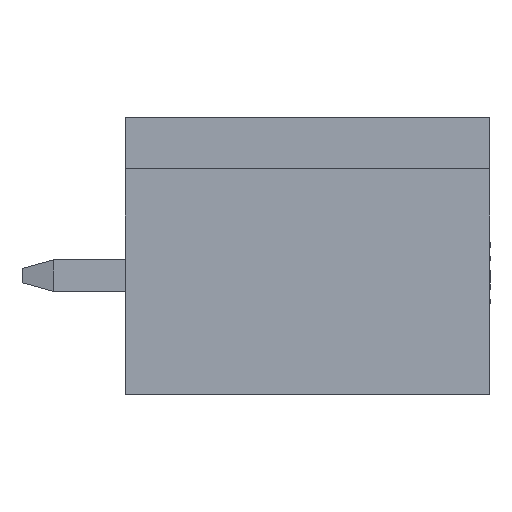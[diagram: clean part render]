
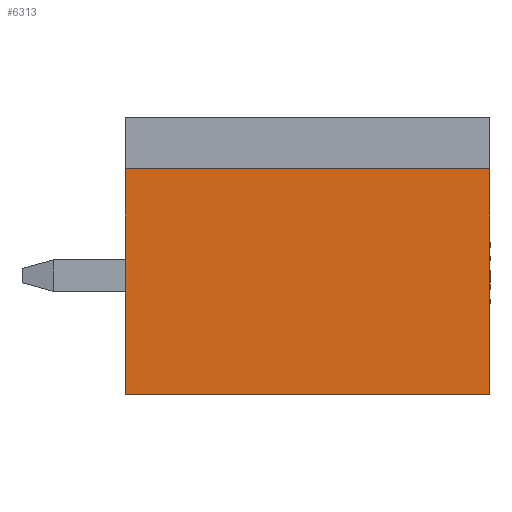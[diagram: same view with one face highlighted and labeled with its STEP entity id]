
A CAD part, left-side view. The second image highlights one B-rep face of the part: STEP entity #6313.
In plain terms, the highlighted planar face has unit normal (-1, 0, 0).
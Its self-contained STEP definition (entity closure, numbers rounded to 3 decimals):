
#1208=ORIENTED_EDGE('',*,*,#2488,.F.);
#1209=ORIENTED_EDGE('',*,*,#2587,.F.);
#1210=ORIENTED_EDGE('',*,*,#2461,.F.);
#1211=ORIENTED_EDGE('',*,*,#2408,.F.);
#2408=EDGE_CURVE('',#3229,#3230,#3909,.T.);
#2461=EDGE_CURVE('',#3230,#3277,#3950,.T.);
#2488=EDGE_CURVE('',#3297,#3229,#3973,.T.);
#2587=EDGE_CURVE('',#3277,#3297,#4069,.T.);
#3229=VERTEX_POINT('',#9317);
#3230=VERTEX_POINT('',#9319);
#3277=VERTEX_POINT('',#9422);
#3297=VERTEX_POINT('',#9473);
#3909=LINE('',#9318,#4695);
#3950=LINE('',#9421,#4736);
#3973=LINE('',#9474,#4759);
#4069=LINE('',#9673,#4855);
#4695=VECTOR('',#7536,1000.);
#4736=VECTOR('',#7607,1000.);
#4759=VECTOR('',#7648,1000.);
#4855=VECTOR('',#7844,1000.);
#5364=EDGE_LOOP('',(#1208,#1209,#1210,#1211));
#5717=FACE_BOUND('',#5364,.T.);
#6030=PLANE('',#6723);
#6313=ADVANCED_FACE('',(#5717),#6030,.F.);
#6723=AXIS2_PLACEMENT_3D('',#9674,#7845,#7846);
#7536=DIRECTION('',(0.,1.,0.));
#7607=DIRECTION('',(0.,0.,1.));
#7648=DIRECTION('',(0.,0.,-1.));
#7844=DIRECTION('',(0.,-1.,0.));
#7845=DIRECTION('',(1.,0.,0.));
#7846=DIRECTION('',(0.,0.,-1.));
#9317=CARTESIAN_POINT('',(-10.4,0.,-3.5));
#9318=CARTESIAN_POINT('',(-10.4,0.,-3.5));
#9319=CARTESIAN_POINT('',(-10.4,9.2,-3.5));
#9421=CARTESIAN_POINT('',(-10.4,9.2,-3.5));
#9422=CARTESIAN_POINT('',(-10.4,9.2,2.2));
#9473=CARTESIAN_POINT('',(-10.4,0.,2.2));
#9474=CARTESIAN_POINT('',(-10.4,0.,2.2));
#9673=CARTESIAN_POINT('',(-10.4,9.2,2.2));
#9674=CARTESIAN_POINT('',(-10.4,0.,0.));
